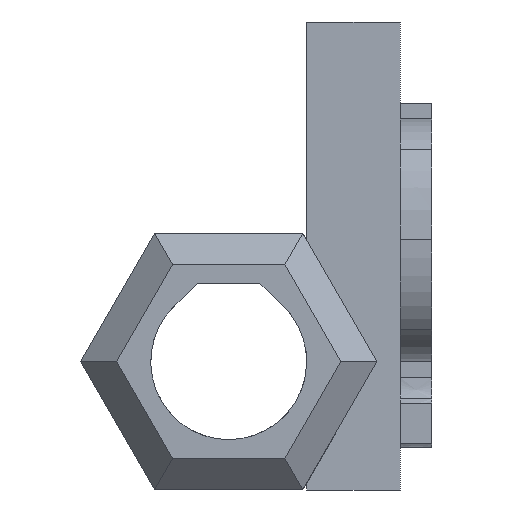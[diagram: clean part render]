
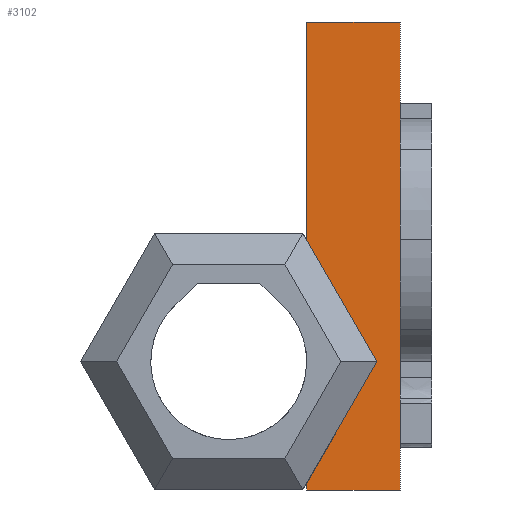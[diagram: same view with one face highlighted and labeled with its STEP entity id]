
A CAD part, front view. The second image highlights one B-rep face of the part: STEP entity #3102.
In plain terms, the highlighted planar face has unit normal (0, -1, 0).
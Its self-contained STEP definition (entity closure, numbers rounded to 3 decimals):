
#43 = PLANE('',#44);
#44 = AXIS2_PLACEMENT_3D('',#45,#46,#47);
#45 = CARTESIAN_POINT('',(2.5,65.,0.));
#46 = DIRECTION('',(0.,0.,1.));
#47 = DIRECTION('',(1.,0.,0.));
#68 = VERTEX_POINT('',#69);
#69 = CARTESIAN_POINT('',(5.5,5.,0.));
#83 = PLANE('',#84);
#84 = AXIS2_PLACEMENT_3D('',#85,#86,#87);
#85 = CARTESIAN_POINT('',(5.5,65.,0.));
#86 = DIRECTION('',(1.,0.,0.));
#87 = DIRECTION('',(0.,-1.,0.));
#95 = EDGE_CURVE('',#68,#96,#98,.T.);
#96 = VERTEX_POINT('',#97);
#97 = CARTESIAN_POINT('',(2.5,5.,0.));
#98 = SURFACE_CURVE('',#99,(#103,#110),.PCURVE_S1.);
#99 = LINE('',#100,#101);
#100 = CARTESIAN_POINT('',(5.5,5.,0.));
#101 = VECTOR('',#102,1.);
#102 = DIRECTION('',(-1.,0.,0.));
#103 = PCURVE('',#43,#104);
#104 = DEFINITIONAL_REPRESENTATION('',(#105),#109);
#105 = LINE('',#106,#107);
#106 = CARTESIAN_POINT('',(3.,-60.));
#107 = VECTOR('',#108,1.);
#108 = DIRECTION('',(-1.,0.));
#109 = ( GEOMETRIC_REPRESENTATION_CONTEXT(2) 
PARAMETRIC_REPRESENTATION_CONTEXT() REPRESENTATION_CONTEXT('2D SPACE',''
  ) );
#110 = PCURVE('',#111,#116);
#111 = PLANE('',#112);
#112 = AXIS2_PLACEMENT_3D('',#113,#114,#115);
#113 = CARTESIAN_POINT('',(5.5,5.,0.));
#114 = DIRECTION('',(0.,-1.,0.));
#115 = DIRECTION('',(-1.,0.,0.));
#116 = DEFINITIONAL_REPRESENTATION('',(#117),#121);
#117 = LINE('',#118,#119);
#118 = CARTESIAN_POINT('',(0.,-0.));
#119 = VECTOR('',#120,1.);
#120 = DIRECTION('',(1.,0.));
#121 = ( GEOMETRIC_REPRESENTATION_CONTEXT(2) 
PARAMETRIC_REPRESENTATION_CONTEXT() REPRESENTATION_CONTEXT('2D SPACE',''
  ) );
#137 = PLANE('',#138);
#138 = AXIS2_PLACEMENT_3D('',#139,#140,#141);
#139 = CARTESIAN_POINT('',(2.5,5.,0.));
#140 = DIRECTION('',(-1.,0.,0.));
#141 = DIRECTION('',(0.,1.,0.));
#176 = VERTEX_POINT('',#177);
#177 = CARTESIAN_POINT('',(5.5,5.,15.));
#191 = PLANE('',#192);
#192 = AXIS2_PLACEMENT_3D('',#193,#194,#195);
#193 = CARTESIAN_POINT('',(2.5,65.,15.));
#194 = DIRECTION('',(0.,0.,1.));
#195 = DIRECTION('',(1.,0.,0.));
#203 = EDGE_CURVE('',#68,#176,#204,.T.);
#204 = SURFACE_CURVE('',#205,(#209,#216),.PCURVE_S1.);
#205 = LINE('',#206,#207);
#206 = CARTESIAN_POINT('',(5.5,5.,0.));
#207 = VECTOR('',#208,1.);
#208 = DIRECTION('',(0.,0.,1.));
#209 = PCURVE('',#83,#210);
#210 = DEFINITIONAL_REPRESENTATION('',(#211),#215);
#211 = LINE('',#212,#213);
#212 = CARTESIAN_POINT('',(60.,0.));
#213 = VECTOR('',#214,1.);
#214 = DIRECTION('',(0.,-1.));
#215 = ( GEOMETRIC_REPRESENTATION_CONTEXT(2) 
PARAMETRIC_REPRESENTATION_CONTEXT() REPRESENTATION_CONTEXT('2D SPACE',''
  ) );
#216 = PCURVE('',#111,#217);
#217 = DEFINITIONAL_REPRESENTATION('',(#218),#222);
#218 = LINE('',#219,#220);
#219 = CARTESIAN_POINT('',(0.,-0.));
#220 = VECTOR('',#221,1.);
#221 = DIRECTION('',(0.,-1.));
#222 = ( GEOMETRIC_REPRESENTATION_CONTEXT(2) 
PARAMETRIC_REPRESENTATION_CONTEXT() REPRESENTATION_CONTEXT('2D SPACE',''
  ) );
#3102 = ADVANCED_FACE('',(#3103),#111,.T.);
#3103 = FACE_BOUND('',#3104,.T.);
#3104 = EDGE_LOOP('',(#3105,#3106,#3107,#3130,#3158,#3184,#3210));
#3105 = ORIENTED_EDGE('',*,*,#95,.F.);
#3106 = ORIENTED_EDGE('',*,*,#203,.T.);
#3107 = ORIENTED_EDGE('',*,*,#3108,.T.);
#3108 = EDGE_CURVE('',#176,#3109,#3111,.T.);
#3109 = VERTEX_POINT('',#3110);
#3110 = CARTESIAN_POINT('',(2.5,5.,15.));
#3111 = SURFACE_CURVE('',#3112,(#3116,#3123),.PCURVE_S1.);
#3112 = LINE('',#3113,#3114);
#3113 = CARTESIAN_POINT('',(5.5,5.,15.));
#3114 = VECTOR('',#3115,1.);
#3115 = DIRECTION('',(-1.,0.,0.));
#3116 = PCURVE('',#111,#3117);
#3117 = DEFINITIONAL_REPRESENTATION('',(#3118),#3122);
#3118 = LINE('',#3119,#3120);
#3119 = CARTESIAN_POINT('',(0.,-15.));
#3120 = VECTOR('',#3121,1.);
#3121 = DIRECTION('',(1.,0.));
#3122 = ( GEOMETRIC_REPRESENTATION_CONTEXT(2) 
PARAMETRIC_REPRESENTATION_CONTEXT() REPRESENTATION_CONTEXT('2D SPACE',''
  ) );
#3123 = PCURVE('',#191,#3124);
#3124 = DEFINITIONAL_REPRESENTATION('',(#3125),#3129);
#3125 = LINE('',#3126,#3127);
#3126 = CARTESIAN_POINT('',(3.,-60.));
#3127 = VECTOR('',#3128,1.);
#3128 = DIRECTION('',(-1.,0.));
#3129 = ( GEOMETRIC_REPRESENTATION_CONTEXT(2) 
PARAMETRIC_REPRESENTATION_CONTEXT() REPRESENTATION_CONTEXT('2D SPACE',''
  ) );
#3130 = ORIENTED_EDGE('',*,*,#3131,.F.);
#3131 = EDGE_CURVE('',#3132,#3109,#3134,.T.);
#3132 = VERTEX_POINT('',#3133);
#3133 = CARTESIAN_POINT('',(2.5,5.,8.011));
#3134 = SURFACE_CURVE('',#3135,(#3139,#3146),.PCURVE_S1.);
#3135 = LINE('',#3136,#3137);
#3136 = CARTESIAN_POINT('',(2.5,5.,0.));
#3137 = VECTOR('',#3138,1.);
#3138 = DIRECTION('',(0.,0.,1.));
#3139 = PCURVE('',#111,#3140);
#3140 = DEFINITIONAL_REPRESENTATION('',(#3141),#3145);
#3141 = LINE('',#3142,#3143);
#3142 = CARTESIAN_POINT('',(3.,0.));
#3143 = VECTOR('',#3144,1.);
#3144 = DIRECTION('',(0.,-1.));
#3145 = ( GEOMETRIC_REPRESENTATION_CONTEXT(2) 
PARAMETRIC_REPRESENTATION_CONTEXT() REPRESENTATION_CONTEXT('2D SPACE',''
  ) );
#3146 = PCURVE('',#3147,#3152);
#3147 = PLANE('',#3148);
#3148 = AXIS2_PLACEMENT_3D('',#3149,#3150,#3151);
#3149 = CARTESIAN_POINT('',(2.5,5.,0.));
#3150 = DIRECTION('',(-1.,0.,0.));
#3151 = DIRECTION('',(0.,1.,0.));
#3152 = DEFINITIONAL_REPRESENTATION('',(#3153),#3157);
#3153 = LINE('',#3154,#3155);
#3154 = CARTESIAN_POINT('',(0.,0.));
#3155 = VECTOR('',#3156,1.);
#3156 = DIRECTION('',(0.,-1.));
#3157 = ( GEOMETRIC_REPRESENTATION_CONTEXT(2) 
PARAMETRIC_REPRESENTATION_CONTEXT() REPRESENTATION_CONTEXT('2D SPACE',''
  ) );
#3158 = ORIENTED_EDGE('',*,*,#3159,.T.);
#3159 = EDGE_CURVE('',#3132,#3160,#3162,.T.);
#3160 = VERTEX_POINT('',#3161);
#3161 = CARTESIAN_POINT('',(4.75,5.,4.114));
#3162 = SURFACE_CURVE('',#3163,(#3167,#3173),.PCURVE_S1.);
#3163 = LINE('',#3164,#3165);
#3164 = CARTESIAN_POINT('',(5.734,5.,2.409));
#3165 = VECTOR('',#3166,1.);
#3166 = DIRECTION('',(0.5,0.,-0.866));
#3167 = PCURVE('',#111,#3168);
#3168 = DEFINITIONAL_REPRESENTATION('',(#3169),#3172);
#3169 = B_SPLINE_CURVE_WITH_KNOTS('',1,(#3170,#3171),.UNSPECIFIED.,.F.,
  .F.,(2,2),(-7.069,-1.494),.PIECEWISE_BEZIER_KNOTS.);
#3170 = CARTESIAN_POINT('',(3.3,-8.53));
#3171 = CARTESIAN_POINT('',(0.513,-3.702));
#3172 = ( GEOMETRIC_REPRESENTATION_CONTEXT(2) 
PARAMETRIC_REPRESENTATION_CONTEXT() REPRESENTATION_CONTEXT('2D SPACE',''
  ) );
#3173 = PCURVE('',#3174,#3179);
#3174 = PLANE('',#3175);
#3175 = AXIS2_PLACEMENT_3D('',#3176,#3177,#3178);
#3176 = CARTESIAN_POINT('',(4.75,65.,4.114));
#3177 = DIRECTION('',(-0.866,0.,-0.5));
#3178 = DIRECTION('',(-0.5,0.,0.866));
#3179 = DEFINITIONAL_REPRESENTATION('',(#3180),#3183);
#3180 = B_SPLINE_CURVE_WITH_KNOTS('',1,(#3181,#3182),.UNSPECIFIED.,.F.,
  .F.,(2,2),(-7.069,-1.494),.PIECEWISE_BEZIER_KNOTS.);
#3181 = CARTESIAN_POINT('',(5.1,-60.));
#3182 = CARTESIAN_POINT('',(-0.475,-60.));
#3183 = ( GEOMETRIC_REPRESENTATION_CONTEXT(2) 
PARAMETRIC_REPRESENTATION_CONTEXT() REPRESENTATION_CONTEXT('2D SPACE',''
  ) );
#3184 = ORIENTED_EDGE('',*,*,#3185,.T.);
#3185 = EDGE_CURVE('',#3160,#3186,#3188,.T.);
#3186 = VERTEX_POINT('',#3187);
#3187 = CARTESIAN_POINT('',(2.5,5.,0.217));
#3188 = SURFACE_CURVE('',#3189,(#3193,#3199),.PCURVE_S1.);
#3189 = LINE('',#3190,#3191);
#3190 = CARTESIAN_POINT('',(2.766,5.,0.677));
#3191 = VECTOR('',#3192,1.);
#3192 = DIRECTION('',(-0.5,-0.,-0.866));
#3193 = PCURVE('',#111,#3194);
#3194 = DEFINITIONAL_REPRESENTATION('',(#3195),#3198);
#3195 = B_SPLINE_CURVE_WITH_KNOTS('',1,(#3196,#3197),.UNSPECIFIED.,.F.,
  .F.,(2,2),(-4.444,1.131),.PIECEWISE_BEZIER_KNOTS.);
#3196 = CARTESIAN_POINT('',(0.513,-4.525));
#3197 = CARTESIAN_POINT('',(3.3,0.303));
#3198 = ( GEOMETRIC_REPRESENTATION_CONTEXT(2) 
PARAMETRIC_REPRESENTATION_CONTEXT() REPRESENTATION_CONTEXT('2D SPACE',''
  ) );
#3199 = PCURVE('',#3200,#3205);
#3200 = PLANE('',#3201);
#3201 = AXIS2_PLACEMENT_3D('',#3202,#3203,#3204);
#3202 = CARTESIAN_POINT('',(2.375,65.,0.));
#3203 = DIRECTION('',(-0.866,0.,0.5));
#3204 = DIRECTION('',(0.5,0.,0.866));
#3205 = DEFINITIONAL_REPRESENTATION('',(#3206),#3209);
#3206 = B_SPLINE_CURVE_WITH_KNOTS('',1,(#3207,#3208),.UNSPECIFIED.,.F.,
  .F.,(2,2),(-4.444,1.131),.PIECEWISE_BEZIER_KNOTS.);
#3207 = CARTESIAN_POINT('',(5.225,-60.));
#3208 = CARTESIAN_POINT('',(-0.35,-60.));
#3209 = ( GEOMETRIC_REPRESENTATION_CONTEXT(2) 
PARAMETRIC_REPRESENTATION_CONTEXT() REPRESENTATION_CONTEXT('2D SPACE',''
  ) );
#3210 = ORIENTED_EDGE('',*,*,#3211,.F.);
#3211 = EDGE_CURVE('',#96,#3186,#3212,.T.);
#3212 = SURFACE_CURVE('',#3213,(#3217,#3224),.PCURVE_S1.);
#3213 = LINE('',#3214,#3215);
#3214 = CARTESIAN_POINT('',(2.5,5.,0.));
#3215 = VECTOR('',#3216,1.);
#3216 = DIRECTION('',(0.,0.,1.));
#3217 = PCURVE('',#111,#3218);
#3218 = DEFINITIONAL_REPRESENTATION('',(#3219),#3223);
#3219 = LINE('',#3220,#3221);
#3220 = CARTESIAN_POINT('',(3.,0.));
#3221 = VECTOR('',#3222,1.);
#3222 = DIRECTION('',(0.,-1.));
#3223 = ( GEOMETRIC_REPRESENTATION_CONTEXT(2) 
PARAMETRIC_REPRESENTATION_CONTEXT() REPRESENTATION_CONTEXT('2D SPACE',''
  ) );
#3224 = PCURVE('',#137,#3225);
#3225 = DEFINITIONAL_REPRESENTATION('',(#3226),#3230);
#3226 = LINE('',#3227,#3228);
#3227 = CARTESIAN_POINT('',(0.,0.));
#3228 = VECTOR('',#3229,1.);
#3229 = DIRECTION('',(0.,-1.));
#3230 = ( GEOMETRIC_REPRESENTATION_CONTEXT(2) 
PARAMETRIC_REPRESENTATION_CONTEXT() REPRESENTATION_CONTEXT('2D SPACE',''
  ) );
